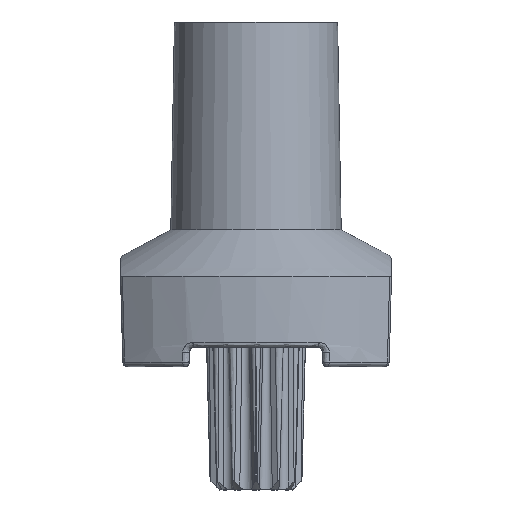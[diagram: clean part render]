
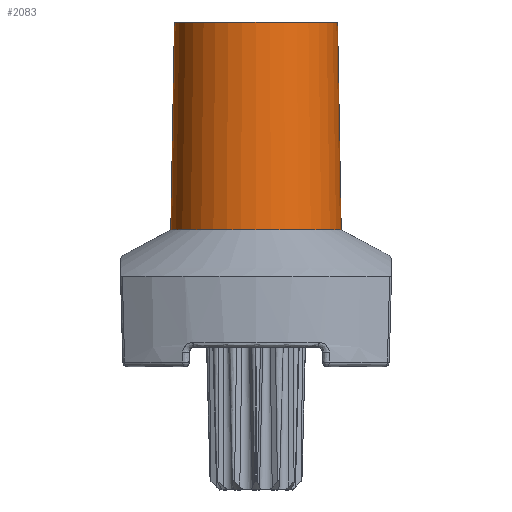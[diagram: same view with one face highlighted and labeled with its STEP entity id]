
A CAD part, front view. The second image highlights one B-rep face of the part: STEP entity #2083.
In plain terms, the highlighted face is a revolution surface.
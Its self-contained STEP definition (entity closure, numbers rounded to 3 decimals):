
#2083 = ADVANCED_FACE('',(#2084),#2098,.T.);
#2084 = FACE_BOUND('',#2085,.T.);
#2085 = EDGE_LOOP('',(#2086,#2111,#2127,#2142));
#2086 = ORIENTED_EDGE('',*,*,#2087,.F.);
#2087 = EDGE_CURVE('',#2088,#2090,#2092,.T.);
#2088 = VERTEX_POINT('',#2089);
#2089 = CARTESIAN_POINT('',(2.197,0.,
    1.191));
#2090 = VERTEX_POINT('',#2091);
#2091 = CARTESIAN_POINT('',(2.103,0.,6.553));
#2092 = SURFACE_CURVE('',#2093,(#2097),.PCURVE_S1.);
#2093 = LINE('',#2094,#2095);
#2094 = CARTESIAN_POINT('',(2.197,0.,1.191));
#2095 = VECTOR('',#2096,1.);
#2096 = DIRECTION('',(-0.017,0.,1.));
#2097 = PCURVE('',#2098,#2106);
#2098 = SURFACE_OF_REVOLUTION('',#2099,#2103);
#2099 = LINE('',#2100,#2101);
#2100 = CARTESIAN_POINT('',(2.103,0.,6.553));
#2101 = VECTOR('',#2102,1.);
#2102 = DIRECTION('',(0.017,0.,-1.));
#2103 = AXIS1_PLACEMENT('',#2104,#2105);
#2104 = CARTESIAN_POINT('',(0.,0.,1001.168));
#2105 = DIRECTION('',(0.,0.,1.));
#2106 = DEFINITIONAL_REPRESENTATION('',(#2107),#2110);
#2107 = B_SPLINE_CURVE_WITH_KNOTS('',1,(#2108,#2109),.UNSPECIFIED.,.F.,
  .F.,(2,2),(0.,5.363),.PIECEWISE_BEZIER_KNOTS.);
#2108 = CARTESIAN_POINT('',(6.283,5.363));
#2109 = CARTESIAN_POINT('',(6.283,0.));
#2110 = ( GEOMETRIC_REPRESENTATION_CONTEXT(2) 
PARAMETRIC_REPRESENTATION_CONTEXT() REPRESENTATION_CONTEXT('2D SPACE',''
  ) );
#2111 = ORIENTED_EDGE('',*,*,#2112,.F.);
#2112 = EDGE_CURVE('',#2113,#2088,#2115,.T.);
#2113 = VERTEX_POINT('',#2114);
#2114 = CARTESIAN_POINT('',(-2.197,0.,
    1.191));
#2115 = SURFACE_CURVE('',#2116,(#2121),.PCURVE_S1.);
#2116 = CIRCLE('',#2117,2.197);
#2117 = AXIS2_PLACEMENT_3D('',#2118,#2119,#2120);
#2118 = CARTESIAN_POINT('',(0.,0.,1.191));
#2119 = DIRECTION('',(0.,0.,1.));
#2120 = DIRECTION('',(1.,0.,0.));
#2121 = PCURVE('',#2098,#2122);
#2122 = DEFINITIONAL_REPRESENTATION('',(#2123),#2126);
#2123 = B_SPLINE_CURVE_WITH_KNOTS('',1,(#2124,#2125),.UNSPECIFIED.,.F.,
  .F.,(2,2),(3.142,6.283),.PIECEWISE_BEZIER_KNOTS.);
#2124 = CARTESIAN_POINT('',(3.142,5.363));
#2125 = CARTESIAN_POINT('',(6.283,5.363));
#2126 = ( GEOMETRIC_REPRESENTATION_CONTEXT(2) 
PARAMETRIC_REPRESENTATION_CONTEXT() REPRESENTATION_CONTEXT('2D SPACE',''
  ) );
#2127 = ORIENTED_EDGE('',*,*,#2128,.F.);
#2128 = EDGE_CURVE('',#2129,#2113,#2131,.T.);
#2129 = VERTEX_POINT('',#2130);
#2130 = CARTESIAN_POINT('',(-2.103,0.,6.553));
#2131 = SURFACE_CURVE('',#2132,(#2136),.PCURVE_S1.);
#2132 = LINE('',#2133,#2134);
#2133 = CARTESIAN_POINT('',(-2.103,0.,6.553));
#2134 = VECTOR('',#2135,1.);
#2135 = DIRECTION('',(-0.017,0.,-1.));
#2136 = PCURVE('',#2098,#2137);
#2137 = DEFINITIONAL_REPRESENTATION('',(#2138),#2141);
#2138 = B_SPLINE_CURVE_WITH_KNOTS('',1,(#2139,#2140),.UNSPECIFIED.,.F.,
  .F.,(2,2),(0.,5.363),.PIECEWISE_BEZIER_KNOTS.);
#2139 = CARTESIAN_POINT('',(3.142,0.));
#2140 = CARTESIAN_POINT('',(3.142,5.363));
#2141 = ( GEOMETRIC_REPRESENTATION_CONTEXT(2) 
PARAMETRIC_REPRESENTATION_CONTEXT() REPRESENTATION_CONTEXT('2D SPACE',''
  ) );
#2142 = ORIENTED_EDGE('',*,*,#2143,.F.);
#2143 = EDGE_CURVE('',#2090,#2129,#2144,.T.);
#2144 = SURFACE_CURVE('',#2145,(#2150),.PCURVE_S1.);
#2145 = CIRCLE('',#2146,2.103);
#2146 = AXIS2_PLACEMENT_3D('',#2147,#2148,#2149);
#2147 = CARTESIAN_POINT('',(0.,0.,6.553));
#2148 = DIRECTION('',(0.,0.,-1.));
#2149 = DIRECTION('',(1.,0.,0.));
#2150 = PCURVE('',#2098,#2151);
#2151 = DEFINITIONAL_REPRESENTATION('',(#2152),#2155);
#2152 = B_SPLINE_CURVE_WITH_KNOTS('',1,(#2153,#2154),.UNSPECIFIED.,.F.,
  .F.,(2,2),(0.,3.142),.PIECEWISE_BEZIER_KNOTS.);
#2153 = CARTESIAN_POINT('',(6.283,0.));
#2154 = CARTESIAN_POINT('',(3.142,0.));
#2155 = ( GEOMETRIC_REPRESENTATION_CONTEXT(2) 
PARAMETRIC_REPRESENTATION_CONTEXT() REPRESENTATION_CONTEXT('2D SPACE',''
  ) );
